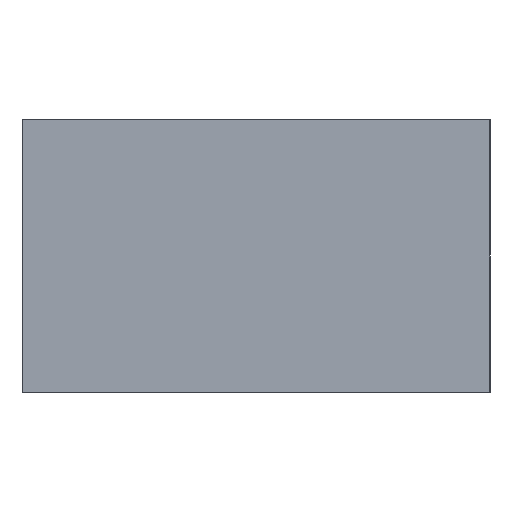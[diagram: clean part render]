
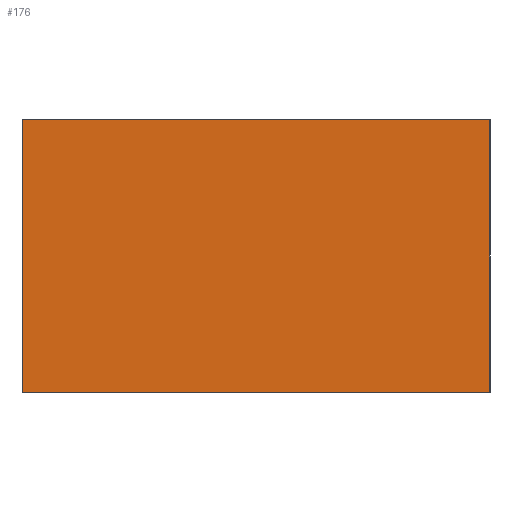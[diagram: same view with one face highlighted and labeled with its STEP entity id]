
A CAD part, front view. The second image highlights one B-rep face of the part: STEP entity #176.
In plain terms, the highlighted face is a extrusion surface.
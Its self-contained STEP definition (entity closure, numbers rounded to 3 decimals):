
#40=CARTESIAN_POINT('Vertex',(432.459,1.338,37.)) ;
#56=CARTESIAN_POINT('Vertex',(432.459,1.338,0.)) ;
#59=CARTESIAN_POINT('Line Origine',(432.459,1.338,18.5)) ;
#122=CARTESIAN_POINT('Vertex',(495.882,-0.811,37.)) ;
#125=CARTESIAN_POINT('Line Origine',(495.882,-0.811,18.5)) ;
#129=CARTESIAN_POINT('Vertex',(495.882,-0.811,0.)) ;
#145=CARTESIAN_POINT('Control Point',(495.882,-0.811,0.)) ;
#146=CARTESIAN_POINT('Control Point',(483.198,-0.38,0.)) ;
#147=CARTESIAN_POINT('Control Point',(470.513,0.05,0.)) ;
#148=CARTESIAN_POINT('Control Point',(457.829,0.48,0.)) ;
#149=CARTESIAN_POINT('Control Point',(445.144,0.91,0.)) ;
#150=CARTESIAN_POINT('Control Point',(432.459,1.338,0.)) ;
#155=CARTESIAN_POINT('Control Point',(495.882,-0.811,37.)) ;
#156=CARTESIAN_POINT('Control Point',(483.198,-0.38,37.)) ;
#157=CARTESIAN_POINT('Control Point',(470.513,0.05,37.)) ;
#158=CARTESIAN_POINT('Control Point',(457.829,0.48,37.)) ;
#159=CARTESIAN_POINT('Control Point',(445.144,0.91,37.)) ;
#160=CARTESIAN_POINT('Control Point',(432.459,1.338,37.)) ;
#163=CARTESIAN_POINT('Control Point',(495.882,-0.811,0.)) ;
#164=CARTESIAN_POINT('Control Point',(483.198,-0.38,0.)) ;
#165=CARTESIAN_POINT('Control Point',(470.513,0.05,0.)) ;
#166=CARTESIAN_POINT('Control Point',(457.829,0.48,0.)) ;
#167=CARTESIAN_POINT('Control Point',(445.144,0.91,0.)) ;
#168=CARTESIAN_POINT('Control Point',(432.459,1.338,0.)) ;
#61=VECTOR('Line Direction',#60,1.) ;
#127=VECTOR('Line Direction',#126,1.) ;
#152=VECTOR('Extrusion Surface Vector',#151,1.) ;
#60=DIRECTION('Vector Direction',(0.,0.,1.)) ;
#126=DIRECTION('Vector Direction',(0.,0.,1.)) ;
#151=DIRECTION('Vector Direction',(0.,0.,1.)) ;
#62=LINE('Line',#59,#61) ;
#128=LINE('Line',#125,#127) ;
#63=EDGE_CURVE('',#57,#41,#62,.T.) ;
#131=EDGE_CURVE('',#130,#123,#128,.T.) ;
#161=EDGE_CURVE('',#123,#41,#154,.T.) ;
#169=EDGE_CURVE('',#130,#57,#162,.T.) ;
#171=ORIENTED_EDGE('',*,*,#161,.T.) ;
#172=ORIENTED_EDGE('',*,*,#63,.F.) ;
#173=ORIENTED_EDGE('',*,*,#169,.F.) ;
#174=ORIENTED_EDGE('',*,*,#131,.T.) ;
#170=EDGE_LOOP('',(#171,#172,#173,#174)) ;
#41=VERTEX_POINT('',#40) ;
#57=VERTEX_POINT('',#56) ;
#123=VERTEX_POINT('',#122) ;
#130=VERTEX_POINT('',#129) ;
#176=ADVANCED_FACE('PartBody',(#175),#153,.F.) ;
#144=B_SPLINE_CURVE_WITH_KNOTS('',5,(#145,#146,#147,#148,#149,#150),.UNSPECIFIED.,.F.,.U.,(6,6),(0.,63.459),.UNSPECIFIED.) ;
#154=B_SPLINE_CURVE_WITH_KNOTS('',5,(#155,#156,#157,#158,#159,#160),.UNSPECIFIED.,.F.,.U.,(6,6),(500023.872,500087.332),.UNSPECIFIED.) ;
#162=B_SPLINE_CURVE_WITH_KNOTS('',5,(#163,#164,#165,#166,#167,#168),.UNSPECIFIED.,.F.,.U.,(6,6),(500023.872,500087.332),.UNSPECIFIED.) ;
#175=FACE_OUTER_BOUND('',#170,.T.) ;
#153=SURFACE_OF_LINEAR_EXTRUSION('generated tabulated cylinder',#144,#152) ;
